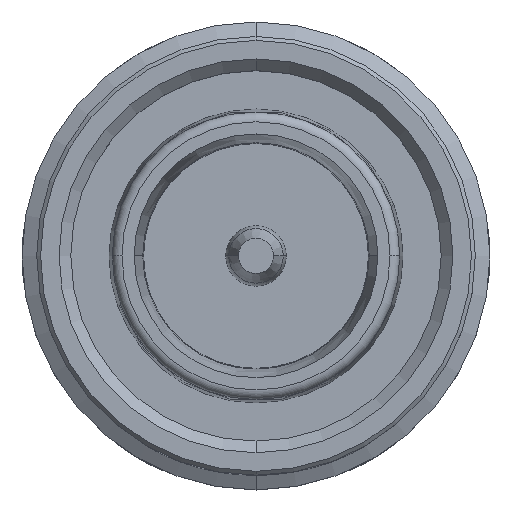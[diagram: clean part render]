
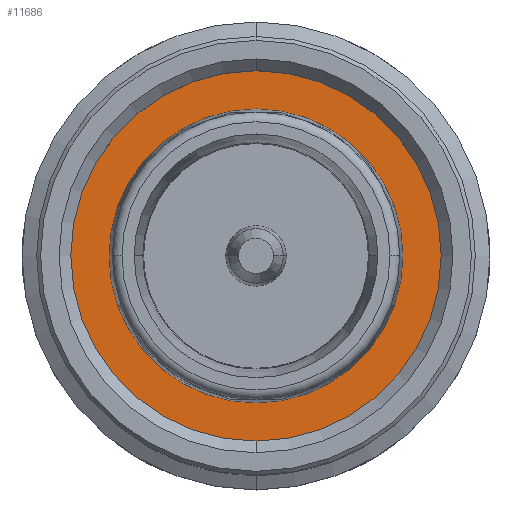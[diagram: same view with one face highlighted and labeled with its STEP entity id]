
A CAD part, top view. The second image highlights one B-rep face of the part: STEP entity #11686.
In plain terms, the highlighted planar face has unit normal (0, 0, 1).
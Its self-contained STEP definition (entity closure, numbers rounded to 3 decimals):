
#12 = ORIENTED_EDGE ( 'NONE', *, *, #9029, .T. ) ;
#931 = ORIENTED_EDGE ( 'NONE', *, *, #18630, .T. ) ;
#1110 = AXIS2_PLACEMENT_3D ( 'NONE', #3111, #13521, #4608 ) ;
#2097 = AXIS2_PLACEMENT_3D ( 'NONE', #5814, #16289, #7314 ) ;
#2801 = CIRCLE ( 'NONE', #2097, 7.54 ) ;
#2960 = CARTESIAN_POINT ( 'NONE',  ( 0., -9.5, -3.333 ) ) ;
#3111 = CARTESIAN_POINT ( 'NONE',  ( 0., 0., -3.333 ) ) ;
#4443 = ORIENTED_EDGE ( 'NONE', *, *, #14310, .T. ) ;
#4608 = DIRECTION ( 'NONE',  ( -1., 0., 0. ) ) ;
#4720 = EDGE_CURVE ( 'NONE', #9313, #18712, #8913, .T. ) ;
#5814 = CARTESIAN_POINT ( 'NONE',  ( 0., 0., -3.333 ) ) ;
#5852 = CARTESIAN_POINT ( 'NONE',  ( 0., 0., -3.333 ) ) ;
#6331 = AXIS2_PLACEMENT_3D ( 'NONE', #5852, #16323, #7346 ) ;
#6401 = FACE_BOUND ( 'NONE', #7568, .T. ) ;
#6529 = DIRECTION ( 'NONE',  ( 0., 0., 1. ) ) ;
#7314 = DIRECTION ( 'NONE',  ( -1., 0., 0. ) ) ;
#7346 = DIRECTION ( 'NONE',  ( -1., 0., 0. ) ) ;
#7509 = PLANE ( 'NONE',  #1110 ) ;
#7568 = EDGE_LOOP ( 'NONE', ( #4443, #931 ) ) ;
#7993 = AXIS2_PLACEMENT_3D ( 'NONE', #17054, #8063, #18563 ) ;
#8063 = DIRECTION ( 'NONE',  ( 0., 0., 1. ) ) ;
#8913 = CIRCLE ( 'NONE', #14319, 9.5 ) ;
#9029 = EDGE_CURVE ( 'NONE', #18712, #9313, #14454, .T. ) ;
#9313 = VERTEX_POINT ( 'NONE', #17896 ) ;
#11686 = ADVANCED_FACE ( 'NONE', ( #6401, #14355 ), #7509, .F. ) ;
#11718 = CIRCLE ( 'NONE', #6331, 7.54 ) ;
#12265 = CARTESIAN_POINT ( 'NONE',  ( 7.54, 0., -3.333 ) ) ;
#12374 = ORIENTED_EDGE ( 'NONE', *, *, #4720, .T. ) ;
#13345 = EDGE_LOOP ( 'NONE', ( #12, #12374 ) ) ;
#13395 = VERTEX_POINT ( 'NONE', #12265 ) ;
#13467 = CARTESIAN_POINT ( 'NONE',  ( -7.54, 0., -3.333 ) ) ;
#13521 = DIRECTION ( 'NONE',  ( 0., 0., -1. ) ) ;
#14310 = EDGE_CURVE ( 'NONE', #13395, #17364, #11718, .T. ) ;
#14319 = AXIS2_PLACEMENT_3D ( 'NONE', #15485, #6529, #17007 ) ;
#14355 = FACE_OUTER_BOUND ( 'NONE', #13345, .T. ) ;
#14454 = CIRCLE ( 'NONE', #7993, 9.5 ) ;
#15485 = CARTESIAN_POINT ( 'NONE',  ( 0., 0., -3.333 ) ) ;
#16289 = DIRECTION ( 'NONE',  ( 0., 0., -1. ) ) ;
#16323 = DIRECTION ( 'NONE',  ( 0., 0., -1. ) ) ;
#17007 = DIRECTION ( 'NONE',  ( -1., 0., 0. ) ) ;
#17054 = CARTESIAN_POINT ( 'NONE',  ( 0., 0., -3.333 ) ) ;
#17364 = VERTEX_POINT ( 'NONE', #13467 ) ;
#17896 = CARTESIAN_POINT ( 'NONE',  ( 0., 9.5, -3.333 ) ) ;
#18563 = DIRECTION ( 'NONE',  ( -1., 0., 0. ) ) ;
#18630 = EDGE_CURVE ( 'NONE', #17364, #13395, #2801, .T. ) ;
#18712 = VERTEX_POINT ( 'NONE', #2960 ) ;
